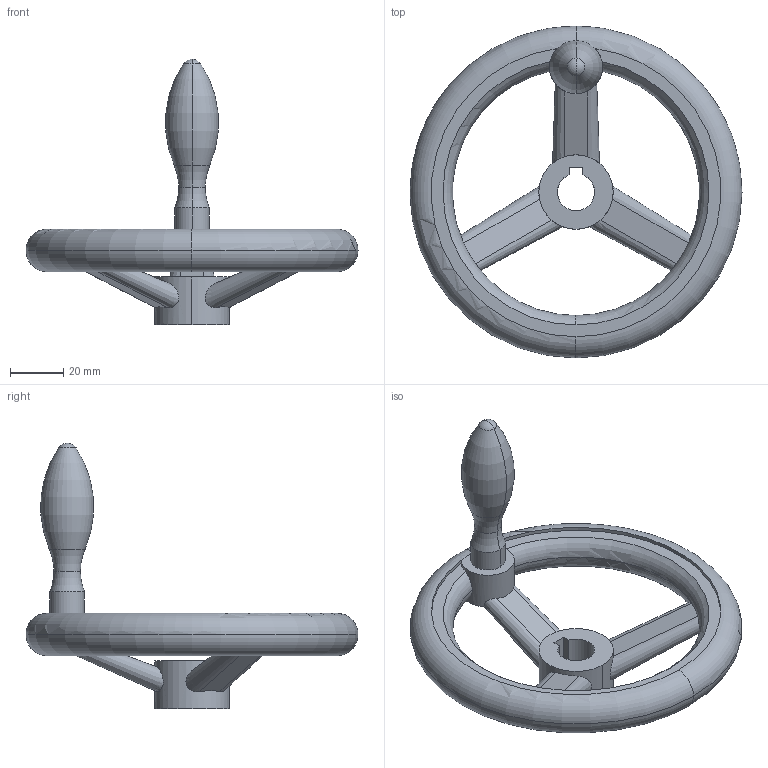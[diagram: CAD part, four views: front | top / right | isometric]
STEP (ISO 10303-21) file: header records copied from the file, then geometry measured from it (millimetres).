
FILE_DESCRIPTION(('STEP AP214'),'1');
FILE_NAME(' ',' ',('TraceParts'),('TraceParts S.A.'),'XStep 1.0',' ',' ');
FILE_SCHEMA(('automotive_design'));
Length unit declared in the file: millimetre
Products named in the file (1): 1
Bounding box: 125 x 125 x 99.99 mm (x, y, z)
Volume: 99601.5 mm3; surface area: 28362.5 mm2
Topology: 1 solids, 1 shells, 48 faces, 131 edges, 81 vertices
Faces by surface type: torus 14, plane 14, cylinder 12, cone 6, sphere 2
Entity records: 3566 total; most frequent: CARTESIAN_POINT 879, DIRECTION 271, STYLED_ITEM 259, PRESENTATION_STYLE_ASSIGNMENT 259, COLOUR_RGB 259, ORIENTED_EDGE 258, EDGE_CURVE 129, CURVE_STYLE 129
